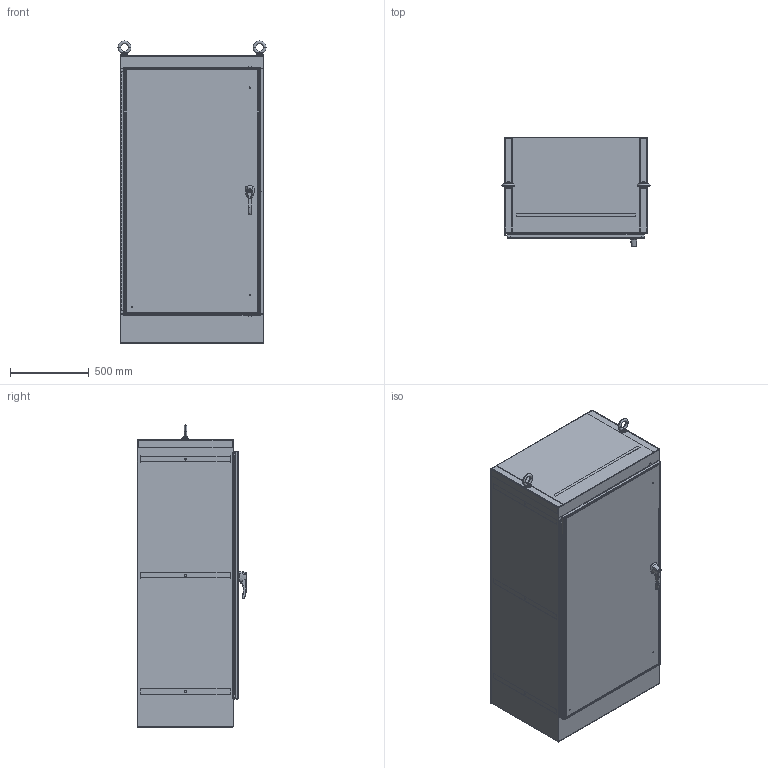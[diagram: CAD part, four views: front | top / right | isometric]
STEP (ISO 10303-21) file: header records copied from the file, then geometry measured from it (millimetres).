
FILE_DESCRIPTION (( 'STEP AP203' ), '1' );
FILE_NAME ('1418Y24_Default.step', '2019-11-03T00:41:04', ( '' ), ( '' ), 'SwSTEP 2.0', 'SolidWorks 2019', '' );
FILE_SCHEMA (( 'CONFIG_CONTROL_DESIGN' ));
Length unit declared in the file: inch
Products named in the file (1): 1418Y24_Default
Bounding box: 942.81 x 695.01 x 1923.11 mm (x, y, z)
Volume: 18971209.4 mm3; surface area: 15739462.5 mm2
Topology: 52 solids, 53 shells, 1742 faces, 4624 edges, 2994 vertices
Faces by surface type: cylinder 796, plane 781, cone 78, bspline 71, torus 16
Entity records: 65939 total; most frequent: CARTESIAN_POINT 21983, DIRECTION 9247, ORIENTED_EDGE 9220, EDGE_CURVE 4610, AXIS2_PLACEMENT_3D 3351, VERTEX_POINT 2994, VECTOR 2545, LINE 2545
